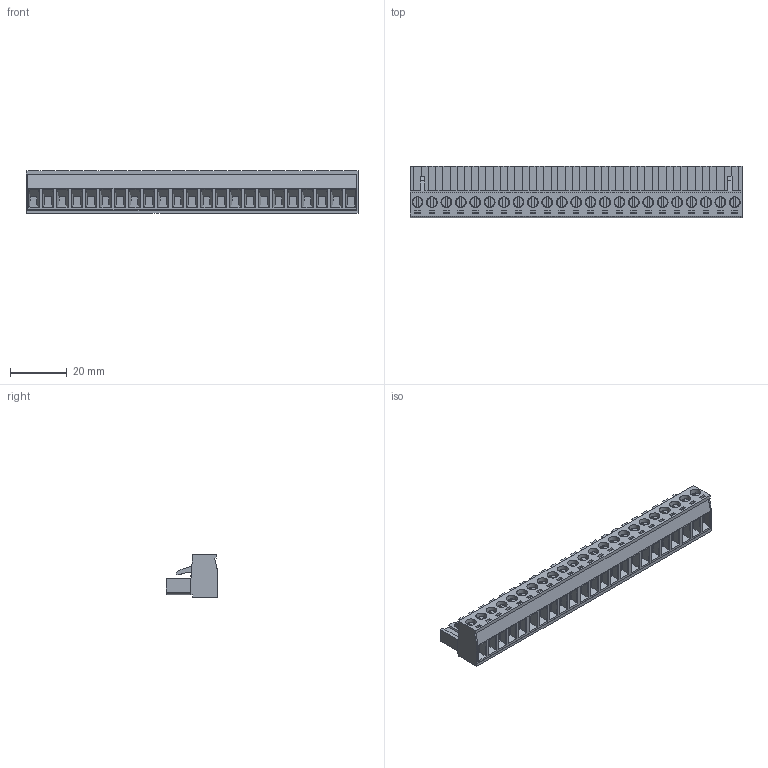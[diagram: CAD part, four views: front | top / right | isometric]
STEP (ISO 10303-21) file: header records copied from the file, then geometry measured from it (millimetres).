
FILE_DESCRIPTION(/* description */ ('Unknown'),/* implementation_level */ '2;1');
FILE_NAME(/* name */ '691351500023',/* time_stamp */ '2021-01-04T16:15:42+01:00',/* author */ ('Unknown'),/* organization */ ('Unknown'),/* preprocessor_version */ 'ST-DEVELOPER v16.7',/* originating_system */ 'DEX',/* authorisation */ $);
FILE_SCHEMA (('AUTOMOTIVE_DESIGN {1 0 10303 214 3 1 1}'));
Products named in the file (6): 6913515000xx; 691351500023; 6913515000xx_CAGE; 6913515000xx_PIN; 6913515000xx_VIS; 691351500023_CAPOT
Assembly tree (71 placements, depth 2):
  6913515000xx
    691351500023
    6913515000xx_CAGE  x23
    6913515000xx_PIN  x23
    6913515000xx_VIS  x23
    691351500023_CAPOT
Bounding box: 116.94 x 18.2 x 15.1 mm (x, y, z)
Volume: 13113.3 mm3; surface area: 35289.6 mm2
Topology: 71 solids, 71 shells, 5294 faces, 14376 edges, 9384 vertices
Faces by surface type: plane 3904, cylinder 1275, torus 69, cone 46
Full cylindrical faces by diameter (mm): 1.6 x23, 2.2 x23, 2.5 x23, 2.9 x23, 2.95 x23, 3 x23, 3.8 x46
Entity records: 79858 total; most frequent: CARTESIAN_POINT 14003, ORIENTED_EDGE 13626, DIRECTION 12702, EDGE_CURVE 6813, LINE 6220, VECTOR 6220, VERTEX_POINT 4494, AXIS2_PLACEMENT_3D 3241
